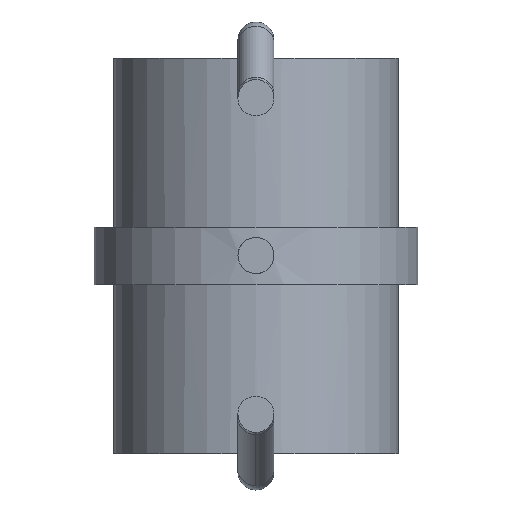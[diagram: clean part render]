
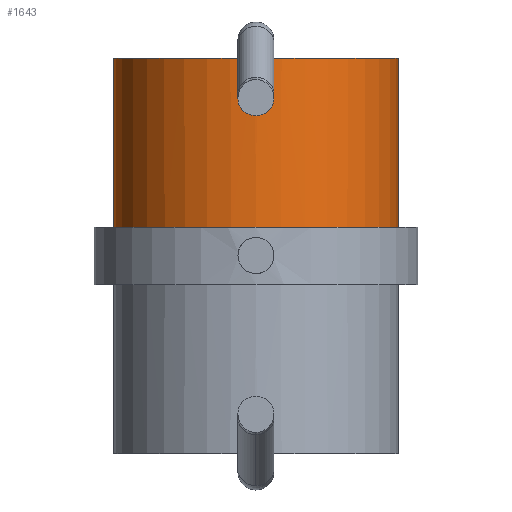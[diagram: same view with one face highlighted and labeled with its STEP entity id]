
A CAD part, front view. The second image highlights one B-rep face of the part: STEP entity #1643.
In plain terms, the highlighted cylindrical face has radius 3.95 mm (diameter 7.9 mm), a partial arc.
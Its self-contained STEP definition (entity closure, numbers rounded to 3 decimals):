
#42 = LINE ( 'NONE', #2705, #398 ) ;
#49 = ORIENTED_EDGE ( 'NONE', *, *, #766, .T. ) ;
#59 = LINE ( 'NONE', #1615, #793 ) ;
#78 = EDGE_CURVE ( 'NONE', #426, #2296, #42, .T. ) ;
#98 = EDGE_CURVE ( 'NONE', #194, #1531, #59, .T. ) ;
#134 = ORIENTED_EDGE ( 'NONE', *, *, #78, .T. ) ;
#194 = VERTEX_POINT ( 'NONE', #342 ) ;
#222 = AXIS2_PLACEMENT_3D ( 'NONE', #800, #1035, #1273 ) ;
#307 = EDGE_CURVE ( 'NONE', #194, #426, #1786, .T. ) ;
#342 = CARTESIAN_POINT ( 'NONE',  ( -3.95, 0., 1.6 ) ) ;
#375 = CIRCLE ( 'NONE', #1761, 3.95 ) ;
#398 = VECTOR ( 'NONE', #725, 1000. ) ;
#426 = VERTEX_POINT ( 'NONE', #539 ) ;
#539 = CARTESIAN_POINT ( 'NONE',  ( 3.95, 0., 1.6 ) ) ;
#589 = VERTEX_POINT ( 'NONE', #2291 ) ;
#692 = DIRECTION ( 'NONE',  ( 0., 0., -1. ) ) ;
#725 = DIRECTION ( 'NONE',  ( 0., 0., 1. ) ) ;
#766 = EDGE_CURVE ( 'NONE', #1389, #589, #1740, .T. ) ;
#793 = VECTOR ( 'NONE', #2500, 1000. ) ;
#794 = AXIS2_PLACEMENT_3D ( 'NONE', #1093, #2898, #2179 ) ;
#800 = CARTESIAN_POINT ( 'NONE',  ( 0., 0., 1.6 ) ) ;
#860 = ORIENTED_EDGE ( 'NONE', *, *, #98, .F. ) ;
#929 = CARTESIAN_POINT ( 'NONE',  ( -3.95, 0., 6.3 ) ) ;
#964 = CIRCLE ( 'NONE', #2371, 3.95 ) ;
#1035 = DIRECTION ( 'NONE',  ( 0., 0., 1. ) ) ;
#1093 = CARTESIAN_POINT ( 'NONE',  ( 0., 0., 1.6 ) ) ;
#1174 = DIRECTION ( 'NONE',  ( 1., 0., 0. ) ) ;
#1205 = CARTESIAN_POINT ( 'NONE',  ( 3.95, 0., 6.3 ) ) ;
#1273 = DIRECTION ( 'NONE',  ( 1., 0., 0. ) ) ;
#1389 = VERTEX_POINT ( 'NONE', #1905 ) ;
#1531 = VERTEX_POINT ( 'NONE', #929 ) ;
#1605 = ORIENTED_EDGE ( 'NONE', *, *, #2649, .T. ) ;
#1615 = CARTESIAN_POINT ( 'NONE',  ( -3.95, 0., 1.6 ) ) ;
#1618 = DIRECTION ( 'NONE',  ( 1., 0., 0. ) ) ;
#1643 = ADVANCED_FACE ( 'NONE', ( #1946 ), #2579, .T. ) ;
#1740 = CIRCLE ( 'NONE', #2359, 3.95 ) ;
#1761 = AXIS2_PLACEMENT_3D ( 'NONE', #2331, #692, #1618 ) ;
#1786 = CIRCLE ( 'NONE', #794, 3.95 ) ;
#1905 = CARTESIAN_POINT ( 'NONE',  ( 0.028, -3.95, 6.3 ) ) ;
#1946 = FACE_OUTER_BOUND ( 'NONE', #2907, .T. ) ;
#2179 = DIRECTION ( 'NONE',  ( 1., 0., 0. ) ) ;
#2283 = DIRECTION ( 'NONE',  ( 0., 0., -1. ) ) ;
#2289 = DIRECTION ( 'NONE',  ( 0., 0., -1. ) ) ;
#2291 = CARTESIAN_POINT ( 'NONE',  ( -0.032, -3.95, 6.3 ) ) ;
#2296 = VERTEX_POINT ( 'NONE', #1205 ) ;
#2298 = CARTESIAN_POINT ( 'NONE',  ( 0., 0., 6.3 ) ) ;
#2306 = CARTESIAN_POINT ( 'NONE',  ( 0., 0., 6.3 ) ) ;
#2331 = CARTESIAN_POINT ( 'NONE',  ( 0., 0., 6.3 ) ) ;
#2359 = AXIS2_PLACEMENT_3D ( 'NONE', #2306, #2289, #2494 ) ;
#2371 = AXIS2_PLACEMENT_3D ( 'NONE', #2298, #2283, #1174 ) ;
#2425 = ORIENTED_EDGE ( 'NONE', *, *, #307, .T. ) ;
#2494 = DIRECTION ( 'NONE',  ( 1., 0., 0. ) ) ;
#2500 = DIRECTION ( 'NONE',  ( 0., 0., 1. ) ) ;
#2579 = CYLINDRICAL_SURFACE ( 'NONE', #222, 3.95 ) ;
#2649 = EDGE_CURVE ( 'NONE', #2296, #1389, #964, .T. ) ;
#2655 = EDGE_CURVE ( 'NONE', #589, #1531, #375, .T. ) ;
#2705 = CARTESIAN_POINT ( 'NONE',  ( 3.95, 0., 1.6 ) ) ;
#2866 = ORIENTED_EDGE ( 'NONE', *, *, #2655, .T. ) ;
#2898 = DIRECTION ( 'NONE',  ( 0., 0., 1. ) ) ;
#2907 = EDGE_LOOP ( 'NONE', ( #860, #2425, #134, #1605, #49, #2866 ) ) ;
